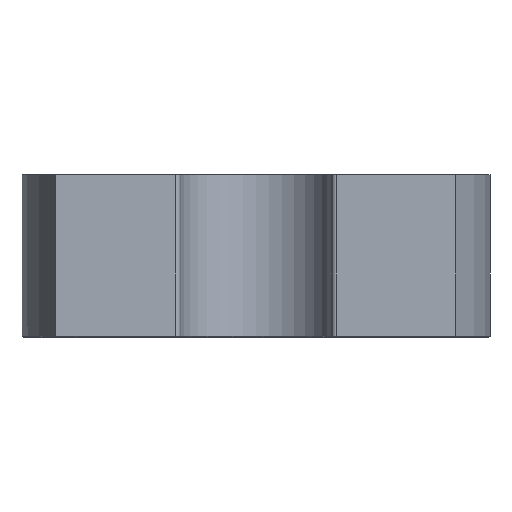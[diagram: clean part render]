
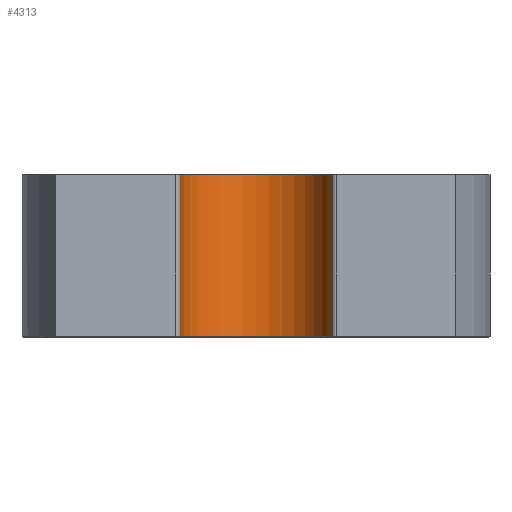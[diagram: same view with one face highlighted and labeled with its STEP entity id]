
A CAD part, front view. The second image highlights one B-rep face of the part: STEP entity #4313.
In plain terms, the highlighted cylindrical face has radius 28.1 mm (diameter 56.2 mm), a partial arc.
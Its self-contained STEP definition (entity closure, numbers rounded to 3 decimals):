
#199=CYLINDRICAL_SURFACE('',#4780,28.1);
#517=FACE_OUTER_BOUND('',#783,.T.);
#783=EDGE_LOOP('',(#3962,#3963,#3964,#3965));
#1096=LINE('',#7953,#1455);
#1142=LINE('',#8145,#1501);
#1455=VECTOR('',#5821,10.);
#1501=VECTOR('',#6049,10.);
#1597=CIRCLE('',#4524,28.1);
#1626=CIRCLE('',#4569,28.1);
#1940=VERTEX_POINT('',#6972);
#1941=VERTEX_POINT('',#6974);
#1986=VERTEX_POINT('',#7125);
#1987=VERTEX_POINT('',#7129);
#2407=EDGE_CURVE('',#1940,#1941,#1597,.T.);
#2474=EDGE_CURVE('',#1987,#1986,#1626,.T.);
#2630=EDGE_CURVE('',#1986,#1940,#1096,.T.);
#2709=EDGE_CURVE('',#1987,#1941,#1142,.T.);
#3962=ORIENTED_EDGE('',*,*,#2474,.F.);
#3963=ORIENTED_EDGE('',*,*,#2709,.T.);
#3964=ORIENTED_EDGE('',*,*,#2407,.F.);
#3965=ORIENTED_EDGE('',*,*,#2630,.F.);
#4313=ADVANCED_FACE('',(#517),#199,.F.);
#4524=AXIS2_PLACEMENT_3D('',#6975,#5367,#5368);
#4569=AXIS2_PLACEMENT_3D('',#7131,#5490,#5491);
#4780=AXIS2_PLACEMENT_3D('',#8146,#6050,#6051);
#5367=DIRECTION('center_axis',(0.,0.,-1.));
#5368=DIRECTION('ref_axis',(-1.,0.,0.));
#5490=DIRECTION('center_axis',(0.,0.,1.));
#5491=DIRECTION('ref_axis',(-1.,0.,0.));
#5821=DIRECTION('',(0.,0.,1.));
#6049=DIRECTION('',(0.,0.,1.));
#6050=DIRECTION('center_axis',(0.,0.,1.));
#6051=DIRECTION('ref_axis',(-1.,0.,0.));
#6972=CARTESIAN_POINT('',(-28.1,-30.,70.5));
#6974=CARTESIAN_POINT('',(28.1,-30.,70.5));
#6975=CARTESIAN_POINT('Origin',(0.,-30.,70.5));
#7125=CARTESIAN_POINT('',(-28.1,-30.,10.9));
#7129=CARTESIAN_POINT('',(28.1,-30.,10.9));
#7131=CARTESIAN_POINT('Origin',(0.,-30.,10.9));
#7953=CARTESIAN_POINT('',(-28.1,-30.,10.5));
#8145=CARTESIAN_POINT('',(28.1,-30.,10.5));
#8146=CARTESIAN_POINT('Origin',(0.,-30.,10.5));
